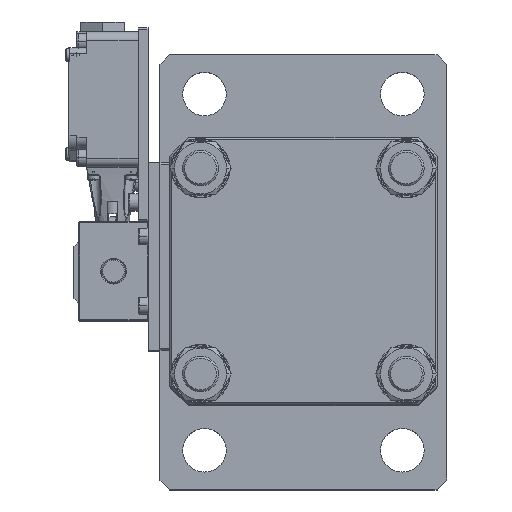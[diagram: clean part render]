
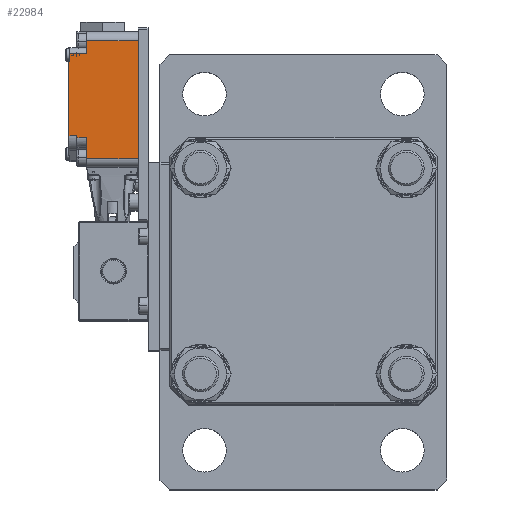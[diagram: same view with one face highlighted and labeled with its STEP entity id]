
A CAD part, top view. The second image highlights one B-rep face of the part: STEP entity #22984.
In plain terms, the highlighted face is planar.
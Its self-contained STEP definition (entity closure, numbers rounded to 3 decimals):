
#7490 = CARTESIAN_POINT ( 'NONE',  ( -18., 20., -10. ) ) ;
#7491 = DIRECTION ( 'NONE',  ( 0., 0., -1. ) ) ;
#7513 = CARTESIAN_POINT ( 'NONE',  ( -13., 20., -4.5 ) ) ;
#7514 = DIRECTION ( 'NONE',  ( 0., 0., 1. ) ) ;
#10018 = EDGE_CURVE ( 'NONE', #83918, #83919, #28634, .T. ) ;
#10029 = EDGE_CURVE ( 'NONE', #83926, #83925, #28639, .T. ) ;
#10033 = EDGE_CURVE ( 'NONE', #83926, #83918, #28641, .T. ) ;
#10034 = EDGE_CURVE ( 'NONE', #83930, #83929, #28642, .T. ) ;
#10035 = EDGE_CURVE ( 'NONE', #83928, #83929, #28643, .T. ) ;
#10036 = EDGE_CURVE ( 'NONE', #83930, #83809, #28644, .T. ) ;
#10037 = EDGE_CURVE ( 'NONE', #83810, #83817, #28645, .T. ) ;
#10038 = EDGE_CURVE ( 'NONE', #83818, #83919, #28646, .T. ) ;
#10039 = EDGE_CURVE ( 'NONE', #83925, #83931, #28647, .T. ) ;
#10040 = EDGE_CURVE ( 'NONE', #83928, #83931, #28648, .T. ) ;
#20255 = PLANE ( 'NONE',  #62686 ) ;
#20256 = CARTESIAN_POINT ( 'NONE',  ( -13., 20., -4.5 ) ) ;
#20257 = DIRECTION ( 'NONE',  ( 0., 1., 0. ) ) ;
#20258 = DIRECTION ( 'NONE',  ( 0., 0., 1. ) ) ;
#22984 = ADVANCED_FACE ( 'NONE', ( #28921 ), #20255, .T. ) ;
#28634 = LINE ( 'NONE', #70618, #80725 ) ;
#28639 = LINE ( 'NONE', #70685, #80756 ) ;
#28641 = LINE ( 'NONE', #70708, #80770 ) ;
#28642 = LINE ( 'NONE', #70713, #80772 ) ;
#28643 = LINE ( 'NONE', #70718, #80774 ) ;
#28644 = LINE ( 'NONE', #70723, #80776 ) ;
#28645 = LINE ( 'NONE', #70728, #80778 ) ;
#28646 = LINE ( 'NONE', #70733, #80781 ) ;
#28647 = LINE ( 'NONE', #70738, #80783 ) ;
#28648 = LINE ( 'NONE', #70743, #80785 ) ;
#28921 = FACE_OUTER_BOUND ( 'NONE', #32991, .T. ) ;
#32991 = EDGE_LOOP ( 'NONE', ( #33230, #33232, #33231, #33233, #33234, #33235, #33236, #33238, #33239, #33237, #33240, #33242 ) ) ;
#33230 = ORIENTED_EDGE ( 'NONE', *, *, #10035, .T. ) ;
#33231 = ORIENTED_EDGE ( 'NONE', *, *, #10036, .T. ) ;
#33232 = ORIENTED_EDGE ( 'NONE', *, *, #10034, .F. ) ;
#33233 = ORIENTED_EDGE ( 'NONE', *, *, #50347, .F. ) ;
#33234 = ORIENTED_EDGE ( 'NONE', *, *, #10037, .T. ) ;
#33235 = ORIENTED_EDGE ( 'NONE', *, *, #50356, .T. ) ;
#33236 = ORIENTED_EDGE ( 'NONE', *, *, #10038, .T. ) ;
#33237 = ORIENTED_EDGE ( 'NONE', *, *, #10029, .T. ) ;
#33238 = ORIENTED_EDGE ( 'NONE', *, *, #10018, .F. ) ;
#33239 = ORIENTED_EDGE ( 'NONE', *, *, #10033, .F. ) ;
#33240 = ORIENTED_EDGE ( 'NONE', *, *, #10039, .T. ) ;
#33242 = ORIENTED_EDGE ( 'NONE', *, *, #10040, .F. ) ;
#50347 = EDGE_CURVE ( 'NONE', #83810, #83809, #60172, .T. ) ;
#50356 = EDGE_CURVE ( 'NONE', #83817, #83818, #60179, .T. ) ;
#60172 = LINE ( 'NONE', #7490, #86280 ) ;
#60179 = LINE ( 'NONE', #7513, #86295 ) ;
#62686 = AXIS2_PLACEMENT_3D ( 'NONE', #20256, #20257, #20258 ) ;
#70618 = CARTESIAN_POINT ( 'NONE',  ( 13., 20., -4.5 ) ) ;
#70620 = DIRECTION ( 'NONE',  ( 0., 0., 1. ) ) ;
#70685 = CARTESIAN_POINT ( 'NONE',  ( -13., 20., -4.5 ) ) ;
#70687 = DIRECTION ( 'NONE',  ( 0., 0., 1. ) ) ;
#70708 = CARTESIAN_POINT ( 'NONE',  ( -13., 20., -64. ) ) ;
#70710 = DIRECTION ( 'NONE',  ( 1., 0., 0. ) ) ;
#70713 = CARTESIAN_POINT ( 'NONE',  ( -22., 20., -16.044 ) ) ;
#70715 = DIRECTION ( 'NONE',  ( 0., 0., -1. ) ) ;
#70718 = CARTESIAN_POINT ( 'NONE',  ( -21.5, 20., -53.5 ) ) ;
#70720 = DIRECTION ( 'NONE',  ( -1., 0., 0. ) ) ;
#70723 = CARTESIAN_POINT ( 'NONE',  ( -22., 20., -16.044 ) ) ;
#70725 = DIRECTION ( 'NONE',  ( 1., 0., 0. ) ) ;
#70728 = CARTESIAN_POINT ( 'NONE',  ( -13., 20., -15. ) ) ;
#70730 = DIRECTION ( 'NONE',  ( 1., 0., 0. ) ) ;
#70733 = CARTESIAN_POINT ( 'NONE',  ( -13., 20., -4.5 ) ) ;
#70735 = DIRECTION ( 'NONE',  ( 1., 0., 0. ) ) ;
#70738 = CARTESIAN_POINT ( 'NONE',  ( -18., 20., -57.5 ) ) ;
#70740 = DIRECTION ( 'NONE',  ( -1., 0., 0. ) ) ;
#70743 = CARTESIAN_POINT ( 'NONE',  ( -21.5, 20., -53.5 ) ) ;
#70745 = DIRECTION ( 'NONE',  ( 0., 0., -1. ) ) ;
#74385 = CARTESIAN_POINT ( 'NONE',  ( -18., 20., -16.044 ) ) ;
#74387 = CARTESIAN_POINT ( 'NONE',  ( -18., 20., -15. ) ) ;
#74399 = CARTESIAN_POINT ( 'NONE',  ( -13., 20., -15. ) ) ;
#74401 = CARTESIAN_POINT ( 'NONE',  ( -13., 20., -4.5 ) ) ;
#74573 = CARTESIAN_POINT ( 'NONE',  ( 13., 20., -64. ) ) ;
#74575 = CARTESIAN_POINT ( 'NONE',  ( 13., 20., -4.5 ) ) ;
#74585 = CARTESIAN_POINT ( 'NONE',  ( -13., 20., -57.5 ) ) ;
#74587 = CARTESIAN_POINT ( 'NONE',  ( -13., 20., -64. ) ) ;
#74591 = CARTESIAN_POINT ( 'NONE',  ( -21.5, 20., -53.5 ) ) ;
#74592 = CARTESIAN_POINT ( 'NONE',  ( -22., 20., -53.5 ) ) ;
#74594 = CARTESIAN_POINT ( 'NONE',  ( -22., 20., -16.044 ) ) ;
#74596 = CARTESIAN_POINT ( 'NONE',  ( -21.5, 20., -57.5 ) ) ;
#80725 = VECTOR ( 'NONE', #70620, 1000. ) ;
#80756 = VECTOR ( 'NONE', #70687, 1000. ) ;
#80770 = VECTOR ( 'NONE', #70710, 1000. ) ;
#80772 = VECTOR ( 'NONE', #70715, 1000. ) ;
#80774 = VECTOR ( 'NONE', #70720, 1000. ) ;
#80776 = VECTOR ( 'NONE', #70725, 1000. ) ;
#80778 = VECTOR ( 'NONE', #70730, 1000. ) ;
#80781 = VECTOR ( 'NONE', #70735, 1000. ) ;
#80783 = VECTOR ( 'NONE', #70740, 1000. ) ;
#80785 = VECTOR ( 'NONE', #70745, 1000. ) ;
#83809 = VERTEX_POINT ( 'NONE', #74385 ) ;
#83810 = VERTEX_POINT ( 'NONE', #74387 ) ;
#83817 = VERTEX_POINT ( 'NONE', #74399 ) ;
#83818 = VERTEX_POINT ( 'NONE', #74401 ) ;
#83918 = VERTEX_POINT ( 'NONE', #74573 ) ;
#83919 = VERTEX_POINT ( 'NONE', #74575 ) ;
#83925 = VERTEX_POINT ( 'NONE', #74585 ) ;
#83926 = VERTEX_POINT ( 'NONE', #74587 ) ;
#83928 = VERTEX_POINT ( 'NONE', #74591 ) ;
#83929 = VERTEX_POINT ( 'NONE', #74592 ) ;
#83930 = VERTEX_POINT ( 'NONE', #74594 ) ;
#83931 = VERTEX_POINT ( 'NONE', #74596 ) ;
#86280 = VECTOR ( 'NONE', #7491, 1000. ) ;
#86295 = VECTOR ( 'NONE', #7514, 1000. ) ;
